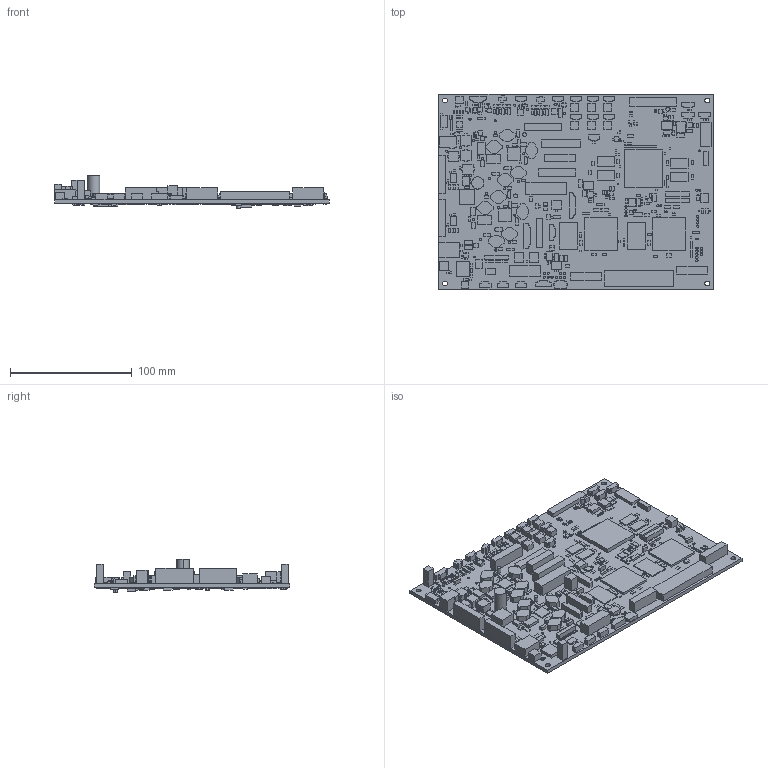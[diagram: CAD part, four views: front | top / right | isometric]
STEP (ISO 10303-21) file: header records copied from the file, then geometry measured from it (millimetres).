
FILE_DESCRIPTION (( 'STEP AP214' ), '1' );
FILE_NAME ('dlp072h-JTM-BuildSep-2.STEP', '2024-04-24T14:09:38', ( '' ), ( '' ), 'SwSTEP 2.0', 'SolidWorks 2021', '' );
FILE_SCHEMA (( 'AUTOMOTIVE_DESIGN' ));
Length unit declared in the file: millimetre
Products named in the file (88): SOT23AVX_GSD_SOT23AVX_GSD; HDR1X3_2MM_HDR1X3_2MM; SOIC8_SOIC8; CONN51FIR_JAE_CONN51FIR_JAE; PQFP20RGW_TI_PQFP20RGW_TI; CONN6533980690_MOLEX_CONN6533980690_MOLEX; IND2SPR7030_BOU_IND2SPR7030_BOU; DIOSMA_DIOSMA; SOIC16D_TI_SOIC16D_TI; SOIC56TSOP_SPANSION_SOIC56TSOP_SPANSION; 2512_2512; QFN24TCA9555RTW_TI_QFN24TCA9555RTW_TI; 0603_FB_0603_FB; SOIC16WM25P64_ST_SOIC16WM25P64_ST; SW5_GT12MSCBE_SW5_GT12MSCBE; SOIC5DCK_TI_SOIC5DCK_TI; RNET16EXB2HV_PAN_RNET16EXB2HV_PAN; CONN453398_MOLEX_CONN453398_MOLEX; TEKP6419_TEKP6419; DIOSMB_DIOSMB; SOIC16PW_TI_SOIC16PW_TI; CRY6FXOPC73_FOX_CRY6FXOPC73_FOX; 04021MM_0402; SOD123_SOD123; 0402_0402; HDR1X7B7BZR_JST_HDR1X7B7BZR_JST; IND2SRR1210_BOU_IND2SRR1210_BOU; HDR2_2MM_HDR2_2MM; CONN20TSM1100XXDV_SAMTEC_CONN20TSM1100XXDV_SAMTEC; CONN14XF2MREV_OMRON_CONN14XF2MREV_OMRON; CONN353398_MOLEX_CONN353398_MOLEX; JACK3DCPOWER_CUI_MOD2_JACK3DCPOWER_CUI_MOD2; 2010_2010; dlp072h-JTM-BuildSep-2; CONN10SDA70246_MLX_CONN10SDA70246_MLX; 1210_1210; CONN1453047_MLX_CONN1453047_MLX; SOIC8DCU_TI_SOIC8DCU_TI; TP48RD28_TP48RD28; dlp072h ...
Assembly tree (1322 placements, depth 2):
  dlp072h-JTM-BuildSep-2
    dlp072h
    CONN400ASP13448601_SAM_MOD_CONN400ASP13448601_SAM_MOD
    SOIC5DCK_TI_SOIC5DCK_TI
    HDR1X7B7BZR_JST_HDR1X7B7BZR_JST
    HDR1X12B12BZR_JST_HDR1X12B12BZR_JST  x2
    CRY4ABM8G_ABR_CRY4ABM8G_ABR
    IR3TSOP34_VIS_IR3TSOP34_VIS  x2
    04021MM_0402  x244
    CONN9190009_NORCOMP_REV_CONN9190009_NORCOMP_REV  x2
    OSC6DSC1102C_DISCERA_OSC6DSC1102C_DISCERA
    JACK3DCPOWER_CUI_MOD2_JACK3DCPOWER_CUI_MOD2
    HDR1X3_2MM_HDR1X3_2MM  x5
    HDR2_2MM_HDR2_2MM  x5
    SOT323_FC_SOT323_FC  x8
    TP48RD28_TP48RD28  x53
    CONN2S2BEH_JST_CONN2S2BEH_JST
    TEKP6419_TEKP6419
    CONN51FIR_JAE_CONN51FIR_JAE
    BGA8961MM_ALT_BGA8961MM_ALT
    BGA552DDP4422_TI_MOD_BGA552DDP4422_TI_MOD  x2
    QF48_PPAD_QF48_PPAD  x2
    SM_TO_252_DPAK_SM_TO_252_DPAK  x4
    TP15010_KEY_TP15010_KEY  x4
    1210_1210  x36
    0603_0603  x82
    CAPFKVCASEE_PAN_CAPFKVCASEE_PAN  x4
    CAP2H410X20_KEMET_CAP2H410X20_KEMET
    1206_1206  x22
    DIOSMA_DIOSMA  x9
    SMC_ST_SMC_ST
    DIOSMB_DIOSMB  x3
    SOD123_SOD123  x7
    LEDLTSTC190_LITEON_LEDLTSTC190_LITEON  x11
    0603_FB_0603_FB  x22
    0805_0805  x102
    0402_0402  x537
    IND2SRR1210_BOU_IND2SRR1210_BOU
    2010_2010  x2
    2512_2512  x6
    INDSR1005_BOURNS_INDSR1005_BOURNS  x10
    IND2SPR7030_BOU_IND2SPR7030_BOU  x3
    INDELL6SH_PAN_INDELL6SH_PAN  x6
    IND2IHLP2525CZ_VIS_IND2IHLP2525CZ_VIS  x2
    SOT233_FC_SOT233_FC
    SOT23AVX_GSD_SOT23AVX_GSD
    SOT23AVXD_SOT23AVXD  x6
    SOT23BAT54S_ST_SOT23BAT54S_ST
    POT3314G_POT3314G  x2
    CONN452808_MOLEX_CONN452808_MOLEX  x2
    OSC4CB3LV_CTS_OSC4CB3LV_CTS
    SW4TL1105_ESWITCH_SW4TL1105_ESWITCH
    SOIC5SOT23_DBVTI_SOIC5SOT23_DBVTI  x15
    CONN353398_MOLEX_CONN353398_MOLEX  x12
    SW5_GT12MSCBE_SW5_GT12MSCBE
    CRY6FXOPC73_FOX_CRY6FXOPC73_FOX
    CONN4670681000_MOLEX_CONN4670681000_MOLEX
    CONN453398_MOLEX_CONN453398_MOLEX  x3
    SOIC6DBV_TI_SOIC6DBV_TI
    RNET8EXB38V_PAN_RNET8EXB38V_PAN  x4
Bounding box: 225.21 x 160 x 27.76 mm (x, y, z)
Volume: 177592.4 mm3; surface area: 137304.3 mm2
Topology: 1322 solids, 1322 shells, 8178 faces, 16602 edges, 11068 vertices
Faces by surface type: plane 8024, cylinder 154
Entity records: 37660 total; most frequent: DIRECTION 5356, CARTESIAN_POINT 4247, ORIENTED_EDGE 2748, AXIS2_PLACEMENT_3D 2025, PRODUCT_DEFINITION_SHAPE 1410, EDGE_CURVE 1374, ITEM_DEFINED_TRANSFORMATION 1322, CONTEXT_DEPENDENT_SHAPE_REPRESENTATION 1322
